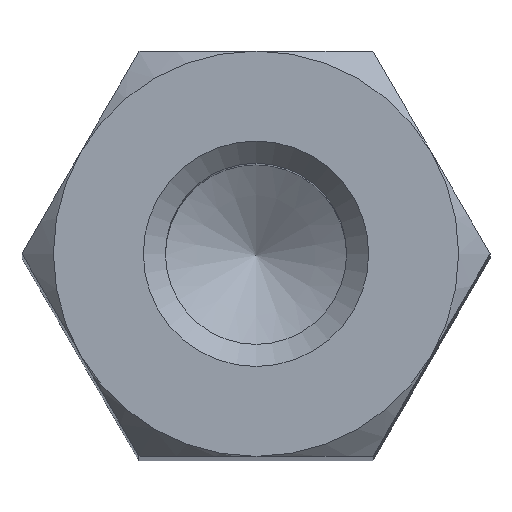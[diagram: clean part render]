
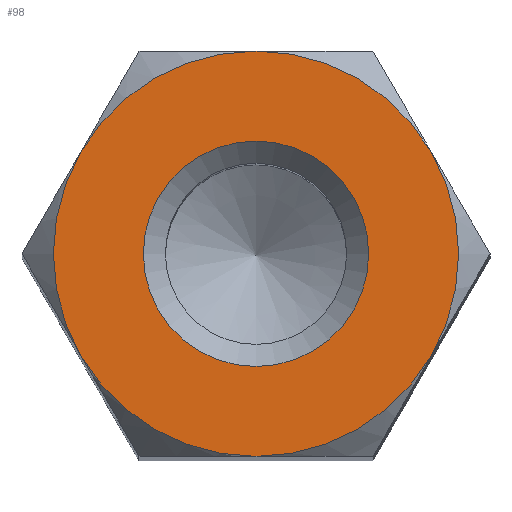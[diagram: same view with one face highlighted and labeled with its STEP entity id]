
A CAD part, top view. The second image highlights one B-rep face of the part: STEP entity #98.
In plain terms, the highlighted planar face has unit normal (0, 0, 1).
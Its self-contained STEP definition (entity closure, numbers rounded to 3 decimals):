
#98 = ADVANCED_FACE( '', ( #201, #202 ), #203, .T. );
#201 = FACE_BOUND( '', #302, .T. );
#202 = FACE_OUTER_BOUND( '', #303, .T. );
#203 = PLANE( '', #304 );
#302 = EDGE_LOOP( '', ( #490 ) );
#303 = EDGE_LOOP( '', ( #491, #492, #493, #494, #495, #496 ) );
#304 = AXIS2_PLACEMENT_3D( '', #497, #498, #499 );
#490 = ORIENTED_EDGE( '', *, *, #605, .T. );
#491 = ORIENTED_EDGE( '', *, *, #609, .F. );
#492 = ORIENTED_EDGE( '', *, *, #546, .F. );
#493 = ORIENTED_EDGE( '', *, *, #575, .F. );
#494 = ORIENTED_EDGE( '', *, *, #580, .T. );
#495 = ORIENTED_EDGE( '', *, *, #587, .F. );
#496 = ORIENTED_EDGE( '', *, *, #558, .F. );
#497 = CARTESIAN_POINT( '', ( 0., 0., 17.5 ) );
#498 = DIRECTION( '', ( 0., 0., 1. ) );
#499 = DIRECTION( '', ( 1., 0., 0. ) );
#546 = EDGE_CURVE( '', #633, #636, #637, .F. );
#558 = EDGE_CURVE( '', #651, #654, #655, .F. );
#575 = EDGE_CURVE( '', #680, #633, #681, .F. );
#580 = EDGE_CURVE( '', #680, #620, #687, .T. );
#587 = EDGE_CURVE( '', #654, #620, #694, .F. );
#605 = EDGE_CURVE( '', #714, #714, #715, .T. );
#609 = EDGE_CURVE( '', #636, #651, #719, .F. );
#620 = VERTEX_POINT( '', #738 );
#633 = VERTEX_POINT( '', #769 );
#636 = VERTEX_POINT( '', #777 );
#637 = CIRCLE( '', #778, 2.75 );
#651 = VERTEX_POINT( '', #818 );
#654 = VERTEX_POINT( '', #828 );
#655 = CIRCLE( '', #829, 2.75 );
#680 = VERTEX_POINT( '', #902 );
#681 = CIRCLE( '', #903, 2.75 );
#687 = CIRCLE( '', #916, 2.75 );
#694 = CIRCLE( '', #945, 2.75 );
#714 = VERTEX_POINT( '', #982 );
#715 = CIRCLE( '', #983, 1.53 );
#719 = CIRCLE( '', #987, 2.75 );
#738 = CARTESIAN_POINT( '', ( -2.382, 1.375, 17.5 ) );
#769 = CARTESIAN_POINT( '', ( 2.382, 1.375, 17.5 ) );
#777 = CARTESIAN_POINT( '', ( 2.382, -1.375, 17.5 ) );
#778 = AXIS2_PLACEMENT_3D( '', #1000, #1001, #1002 );
#818 = CARTESIAN_POINT( '', ( 0., -2.75, 17.5 ) );
#828 = CARTESIAN_POINT( '', ( -2.382, -1.375, 17.5 ) );
#829 = AXIS2_PLACEMENT_3D( '', #1005, #1006, #1007 );
#902 = CARTESIAN_POINT( '', ( 0., 2.75, 17.5 ) );
#903 = AXIS2_PLACEMENT_3D( '', #1018, #1019, #1020 );
#916 = AXIS2_PLACEMENT_3D( '', #1024, #1025, #1026 );
#945 = AXIS2_PLACEMENT_3D( '', #1028, #1029, #1030 );
#982 = CARTESIAN_POINT( '', ( 0., 1.53, 17.5 ) );
#983 = AXIS2_PLACEMENT_3D( '', #1049, #1050, #1051 );
#987 = AXIS2_PLACEMENT_3D( '', #1055, #1056, #1057 );
#1000 = CARTESIAN_POINT( '', ( 0., 0., 17.5 ) );
#1001 = DIRECTION( '', ( 0., 0., 1. ) );
#1002 = DIRECTION( '', ( 1., 0., 0. ) );
#1005 = CARTESIAN_POINT( '', ( 0., 0., 17.5 ) );
#1006 = DIRECTION( '', ( 0., 0., 1. ) );
#1007 = DIRECTION( '', ( 1., 0., 0. ) );
#1018 = CARTESIAN_POINT( '', ( 0., 0., 17.5 ) );
#1019 = DIRECTION( '', ( 0., 0., 1. ) );
#1020 = DIRECTION( '', ( 1., 0., 0. ) );
#1024 = CARTESIAN_POINT( '', ( 0., 0., 17.5 ) );
#1025 = DIRECTION( '', ( 0., 0., 1. ) );
#1026 = DIRECTION( '', ( 1., 0., 0. ) );
#1028 = CARTESIAN_POINT( '', ( 0., 0., 17.5 ) );
#1029 = DIRECTION( '', ( 0., 0., 1. ) );
#1030 = DIRECTION( '', ( 1., 0., 0. ) );
#1049 = CARTESIAN_POINT( '', ( 0., 0., 17.5 ) );
#1050 = DIRECTION( '', ( 0., 0., -1. ) );
#1051 = DIRECTION( '', ( 0., 1., 0. ) );
#1055 = CARTESIAN_POINT( '', ( 0., 0., 17.5 ) );
#1056 = DIRECTION( '', ( 0., 0., 1. ) );
#1057 = DIRECTION( '', ( 1., 0., 0. ) );
